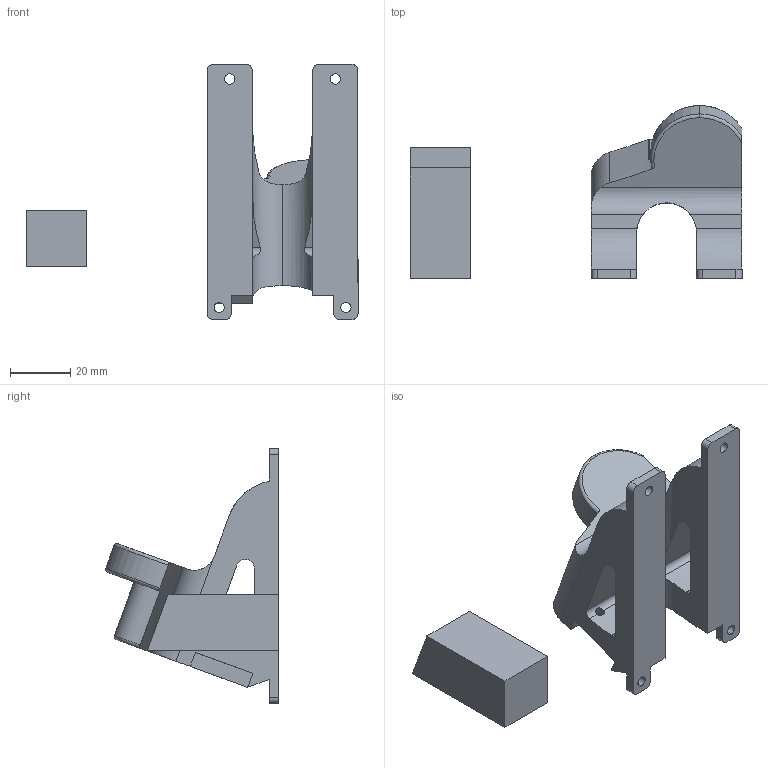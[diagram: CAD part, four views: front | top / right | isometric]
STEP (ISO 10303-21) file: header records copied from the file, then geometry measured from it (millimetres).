
FILE_DESCRIPTION (( 'STEP AP203' ), '1' );
FILE_NAME ('04_rollmount left_20°_v3.step', '2021-01-10T11:56:55', ( '' ), ( '' ), 'SwSTEP 2.0', 'SolidWorks 2020', '' );
FILE_SCHEMA (( 'CONFIG_CONTROL_DESIGN' ));
Length unit declared in the file: millimetre
Products named in the file (1): 04_rollmount left_20起v3
Bounding box: 110 x 57.28 x 84.52 mm (x, y, z)
Volume: 74855.1 mm3; surface area: 22247.6 mm2
Topology: 2 solids, 2 shells, 98 faces, 276 edges, 181 vertices
Faces by surface type: cylinder 50, plane 41, torus 6, bspline 1
Entity records: 3514 total; most frequent: CARTESIAN_POINT 833, ORIENTED_EDGE 552, DIRECTION 552, EDGE_CURVE 276, AXIS2_PLACEMENT_3D 204, VERTEX_POINT 181, LINE 144, VECTOR 144
